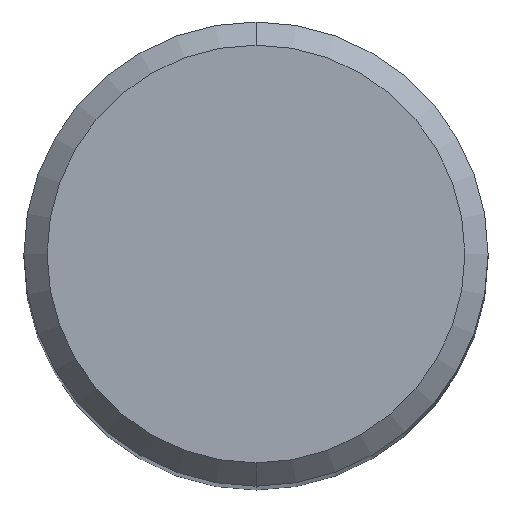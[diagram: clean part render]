
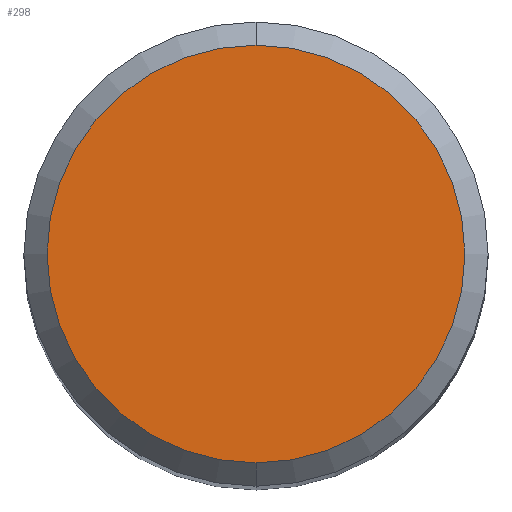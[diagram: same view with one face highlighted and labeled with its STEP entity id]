
A CAD part, top view. The second image highlights one B-rep face of the part: STEP entity #298.
In plain terms, the highlighted planar face has unit normal (0, 0, 1).
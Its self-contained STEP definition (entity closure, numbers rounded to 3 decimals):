
#190=VERTEX_POINT('',#491);
#258=VERTEX_POINT('',#568);
#298=ADVANCED_FACE('',(#610),#611,.T.);
#314=EDGE_CURVE('',#190,#258,#630,.T.);
#352=EDGE_CURVE('',#258,#190,#670,.T.);
#491=CARTESIAN_POINT('',(0.,-4.5,0.0));
#568=CARTESIAN_POINT('',(0.0,4.5,0.0));
#610=FACE_OUTER_BOUND('',#1101,.T.);
#611=PLANE('',#1102);
#630=CIRCLE('',#1151,4.5);
#670=CIRCLE('',#1226,4.5);
#1101=EDGE_LOOP('',(#1599,#1600));
#1102=AXIS2_PLACEMENT_3D('',#1601,#1602,#1603);
#1151=AXIS2_PLACEMENT_3D('',#1631,#1632,#1633);
#1226=AXIS2_PLACEMENT_3D('',#1668,#1669,#1670);
#1599=ORIENTED_EDGE('',*,*,#352,.F.);
#1600=ORIENTED_EDGE('',*,*,#314,.F.);
#1601=CARTESIAN_POINT('',(0.0,2.25,0.0));
#1602=DIRECTION('',(-0.0,0.0,1.0));
#1603=DIRECTION('',(0.0,-1.0,0.0));
#1631=CARTESIAN_POINT('',(0.0,0.0,0.0));
#1632=DIRECTION('',(0.0,0.0,-1.0));
#1633=DIRECTION('',(0.0,1.0,0.0));
#1668=CARTESIAN_POINT('',(0.0,0.0,0.0));
#1669=DIRECTION('',(0.0,0.0,-1.0));
#1670=DIRECTION('',(0.0,1.0,0.0));
